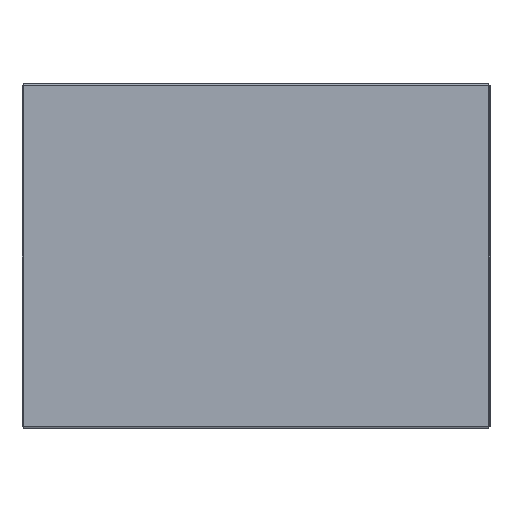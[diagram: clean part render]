
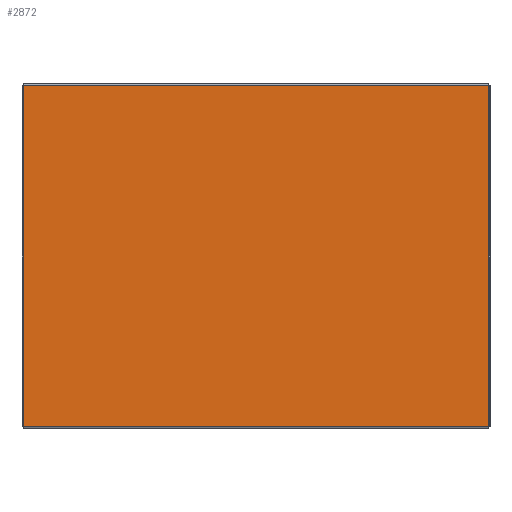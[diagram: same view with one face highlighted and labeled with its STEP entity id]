
A CAD part, front view. The second image highlights one B-rep face of the part: STEP entity #2872.
In plain terms, the highlighted planar face has unit normal (0, -1, 0).
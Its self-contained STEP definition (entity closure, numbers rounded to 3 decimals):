
#24 = VECTOR ( 'NONE', #1472, 1000. ) ;
#38 = EDGE_CURVE ( 'NONE', #831, #2223, #1602, .T. ) ;
#46 = VECTOR ( 'NONE', #1793, 1000. ) ;
#77 = CARTESIAN_POINT ( 'NONE',  ( -350.8, -1.2, -257.8 ) ) ;
#312 = DIRECTION ( 'NONE',  ( 0., 0., -1. ) ) ;
#710 = VERTEX_POINT ( 'NONE', #1507 ) ;
#757 = ORIENTED_EDGE ( 'NONE', *, *, #1951, .F. ) ;
#831 = VERTEX_POINT ( 'NONE', #2896 ) ;
#886 = CARTESIAN_POINT ( 'NONE',  ( 353., -1.2, 257.8 ) ) ;
#955 = LINE ( 'NONE', #1429, #2364 ) ;
#1006 = DIRECTION ( 'NONE',  ( -1., 0., 0. ) ) ;
#1176 = EDGE_CURVE ( 'NONE', #710, #1294, #2015, .T. ) ;
#1269 = LINE ( 'NONE', #886, #46 ) ;
#1294 = VERTEX_POINT ( 'NONE', #1695 ) ;
#1429 = CARTESIAN_POINT ( 'NONE',  ( 353., -1.2, -257.8 ) ) ;
#1467 = PLANE ( 'NONE',  #1819 ) ;
#1472 = DIRECTION ( 'NONE',  ( 0., 0., 1. ) ) ;
#1491 = DIRECTION ( 'NONE',  ( 0., 1., 0. ) ) ;
#1507 = CARTESIAN_POINT ( 'NONE',  ( 350.8, -1.2, 257.8 ) ) ;
#1539 = EDGE_LOOP ( 'NONE', ( #2870, #757, #1883, #2708 ) ) ;
#1585 = FACE_OUTER_BOUND ( 'NONE', #1539, .T. ) ;
#1602 = LINE ( 'NONE', #77, #24 ) ;
#1695 = CARTESIAN_POINT ( 'NONE',  ( 350.8, -1.2, -257.8 ) ) ;
#1793 = DIRECTION ( 'NONE',  ( 1., 0., 0. ) ) ;
#1819 = AXIS2_PLACEMENT_3D ( 'NONE', #2840, #1491, #2415 ) ;
#1883 = ORIENTED_EDGE ( 'NONE', *, *, #38, .F. ) ;
#1893 = CARTESIAN_POINT ( 'NONE',  ( -350.8, -1.2, 257.8 ) ) ;
#1951 = EDGE_CURVE ( 'NONE', #2223, #710, #1269, .T. ) ;
#2015 = LINE ( 'NONE', #2555, #2788 ) ;
#2109 = EDGE_CURVE ( 'NONE', #1294, #831, #955, .T. ) ;
#2223 = VERTEX_POINT ( 'NONE', #1893 ) ;
#2364 = VECTOR ( 'NONE', #1006, 1000. ) ;
#2415 = DIRECTION ( 'NONE',  ( 0., 0., 1. ) ) ;
#2555 = CARTESIAN_POINT ( 'NONE',  ( 350.8, -1.2, 257.8 ) ) ;
#2708 = ORIENTED_EDGE ( 'NONE', *, *, #2109, .F. ) ;
#2788 = VECTOR ( 'NONE', #312, 1000. ) ;
#2840 = CARTESIAN_POINT ( 'NONE',  ( 0., -1.2, 0. ) ) ;
#2870 = ORIENTED_EDGE ( 'NONE', *, *, #1176, .F. ) ;
#2872 = ADVANCED_FACE ( 'NONE', ( #1585 ), #1467, .F. ) ;
#2896 = CARTESIAN_POINT ( 'NONE',  ( -350.8, -1.2, -257.8 ) ) ;
